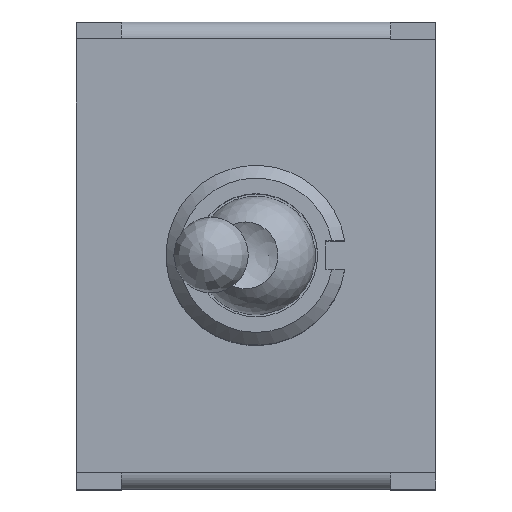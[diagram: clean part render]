
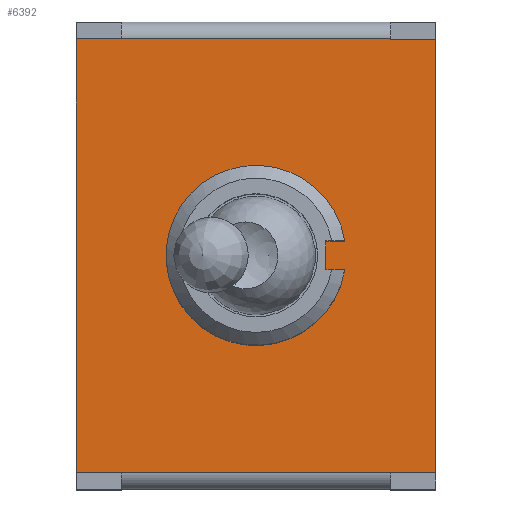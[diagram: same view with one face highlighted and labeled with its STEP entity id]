
A CAD part, top view. The second image highlights one B-rep face of the part: STEP entity #6392.
In plain terms, the highlighted planar face has unit normal (0, 0, 1).
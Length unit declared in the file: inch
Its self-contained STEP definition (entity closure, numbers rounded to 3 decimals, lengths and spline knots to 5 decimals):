
#189=FACE_BOUND('',#2320,.T.);
#247=PLANE('',#6816);
#497=LINE('',#9518,#1209);
#501=LINE('',#9528,#1213);
#503=LINE('',#9531,#1215);
#504=LINE('',#9537,#1216);
#505=LINE('',#9539,#1217);
#506=LINE('',#9541,#1218);
#507=LINE('',#9543,#1219);
#508=LINE('',#9545,#1220);
#509=LINE('',#9547,#1221);
#510=LINE('',#9549,#1222);
#511=LINE('',#9551,#1223);
#512=LINE('',#9553,#1224);
#513=LINE('',#9554,#1225);
#1209=VECTOR('',#7473,0.3937);
#1213=VECTOR('',#7483,0.3937);
#1215=VECTOR('',#7487,0.3937);
#1216=VECTOR('',#7494,0.3937);
#1217=VECTOR('',#7495,0.3937);
#1218=VECTOR('',#7496,0.3937);
#1219=VECTOR('',#7497,0.3937);
#1220=VECTOR('',#7498,0.3937);
#1221=VECTOR('',#7499,0.3937);
#1222=VECTOR('',#7500,0.3937);
#1223=VECTOR('',#7501,0.3937);
#1224=VECTOR('',#7502,0.3937);
#1225=VECTOR('',#7503,0.3937);
#1929=FACE_OUTER_BOUND('',#2319,.T.);
#2319=EDGE_LOOP('',(#4491,#4492,#4493,#4494,#4495,#4496,#4497,#4498,#4499,
#4500));
#2320=EDGE_LOOP('',(#4501,#4502,#4503,#4504));
#2719=CIRCLE('',#6815,0.125);
#2902=VERTEX_POINT('',#9515);
#2903=VERTEX_POINT('',#9517);
#2905=VERTEX_POINT('',#9525);
#2906=VERTEX_POINT('',#9527);
#2907=VERTEX_POINT('',#9535);
#2908=VERTEX_POINT('',#9536);
#2909=VERTEX_POINT('',#9538);
#2910=VERTEX_POINT('',#9540);
#2911=VERTEX_POINT('',#9542);
#2912=VERTEX_POINT('',#9544);
#2913=VERTEX_POINT('',#9546);
#2914=VERTEX_POINT('',#9548);
#2915=VERTEX_POINT('',#9550);
#2916=VERTEX_POINT('',#9552);
#3495=EDGE_CURVE('',#2903,#2902,#497,.T.);
#3500=EDGE_CURVE('',#2906,#2905,#501,.T.);
#3502=EDGE_CURVE('',#2905,#2903,#503,.T.);
#3503=EDGE_CURVE('',#2902,#2906,#2719,.T.);
#3504=EDGE_CURVE('',#2907,#2908,#504,.T.);
#3505=EDGE_CURVE('',#2909,#2908,#505,.T.);
#3506=EDGE_CURVE('',#2909,#2910,#506,.T.);
#3507=EDGE_CURVE('',#2910,#2911,#507,.T.);
#3508=EDGE_CURVE('',#2912,#2911,#508,.T.);
#3509=EDGE_CURVE('',#2912,#2913,#509,.T.);
#3510=EDGE_CURVE('',#2913,#2914,#510,.T.);
#3511=EDGE_CURVE('',#2914,#2915,#511,.T.);
#3512=EDGE_CURVE('',#2915,#2916,#512,.T.);
#3513=EDGE_CURVE('',#2907,#2916,#513,.T.);
#4491=ORIENTED_EDGE('',*,*,#3504,.T.);
#4492=ORIENTED_EDGE('',*,*,#3505,.F.);
#4493=ORIENTED_EDGE('',*,*,#3506,.T.);
#4494=ORIENTED_EDGE('',*,*,#3507,.T.);
#4495=ORIENTED_EDGE('',*,*,#3508,.F.);
#4496=ORIENTED_EDGE('',*,*,#3509,.T.);
#4497=ORIENTED_EDGE('',*,*,#3510,.T.);
#4498=ORIENTED_EDGE('',*,*,#3511,.T.);
#4499=ORIENTED_EDGE('',*,*,#3512,.T.);
#4500=ORIENTED_EDGE('',*,*,#3513,.F.);
#4501=ORIENTED_EDGE('',*,*,#3500,.T.);
#4502=ORIENTED_EDGE('',*,*,#3502,.T.);
#4503=ORIENTED_EDGE('',*,*,#3495,.T.);
#4504=ORIENTED_EDGE('',*,*,#3503,.T.);
#6392=ADVANCED_FACE('',(#1929,#189),#247,.T.);
#6815=AXIS2_PLACEMENT_3D('',#9533,#7490,#7491);
#6816=AXIS2_PLACEMENT_3D('',#9534,#7492,#7493);
#7473=DIRECTION('',(1.,0.,0.));
#7483=DIRECTION('',(-1.,0.,0.));
#7487=DIRECTION('',(0.,-1.,0.));
#7490=DIRECTION('center_axis',(0.,0.,
-1.));
#7491=DIRECTION('ref_axis',(0.987,0.161,0.));
#7492=DIRECTION('center_axis',(0.,0.,
1.));
#7493=DIRECTION('ref_axis',(1.,0.,0.));
#7494=DIRECTION('',(0.,-1.,0.));
#7495=DIRECTION('',(-1.,0.,0.));
#7496=DIRECTION('',(1.,0.,0.));
#7497=DIRECTION('',(0.,1.,0.));
#7498=DIRECTION('',(1.,0.,0.));
#7499=DIRECTION('',(0.,1.,0.));
#7500=DIRECTION('',(-1.,0.,0.));
#7501=DIRECTION('',(-1.,0.,0.));
#7502=DIRECTION('',(0.,-1.,0.));
#7503=DIRECTION('',(-1.,0.,0.));
#9515=CARTESIAN_POINT('',(0.12338,-0.02008,0.41496));
#9517=CARTESIAN_POINT('',(0.09705,-0.02008,0.41496));
#9518=CARTESIAN_POINT('',(0.04852,-0.02008,0.41496));
#9525=CARTESIAN_POINT('',(0.09705,0.02008,0.41496));
#9527=CARTESIAN_POINT('',(0.12338,0.02008,0.41496));
#9528=CARTESIAN_POINT('',(0.06169,0.02008,0.41496));
#9531=CARTESIAN_POINT('',(0.09705,0.16073,0.41496));
#9533=CARTESIAN_POINT('Origin',(0.,0.,
0.41496));
#9534=CARTESIAN_POINT('Origin',(0.,0.30138,
0.41496));
#9535=CARTESIAN_POINT('',(-0.18701,-0.30098,0.41496));
#9536=CARTESIAN_POINT('',(-0.18701,-0.30138,0.41496));
#9537=CARTESIAN_POINT('',(-0.18701,-0.30138,0.41496));
#9538=CARTESIAN_POINT('',(0.18701,-0.30138,0.41496));
#9539=CARTESIAN_POINT('',(0.,-0.30138,0.41496));
#9540=CARTESIAN_POINT('',(0.25,-0.30138,0.41496));
#9541=CARTESIAN_POINT('',(0.18701,-0.30138,0.41496));
#9542=CARTESIAN_POINT('',(0.25,0.30098,0.41496));
#9543=CARTESIAN_POINT('',(0.25,0.30098,0.41496));
#9544=CARTESIAN_POINT('',(0.18701,0.30098,0.41496));
#9545=CARTESIAN_POINT('',(0.18701,0.30098,0.41496));
#9546=CARTESIAN_POINT('',(0.18701,0.30138,0.41496));
#9547=CARTESIAN_POINT('',(0.18701,-0.30138,0.41496));
#9548=CARTESIAN_POINT('',(-0.18701,0.30138,0.41496));
#9549=CARTESIAN_POINT('',(0.,0.30138,0.41496));
#9550=CARTESIAN_POINT('',(-0.25,0.30138,0.41496));
#9551=CARTESIAN_POINT('',(-0.18701,0.30138,0.41496));
#9552=CARTESIAN_POINT('',(-0.25,-0.30098,0.41496));
#9553=CARTESIAN_POINT('',(-0.25,-0.30098,0.41496));
#9554=CARTESIAN_POINT('',(-0.18701,-0.30098,0.41496));
